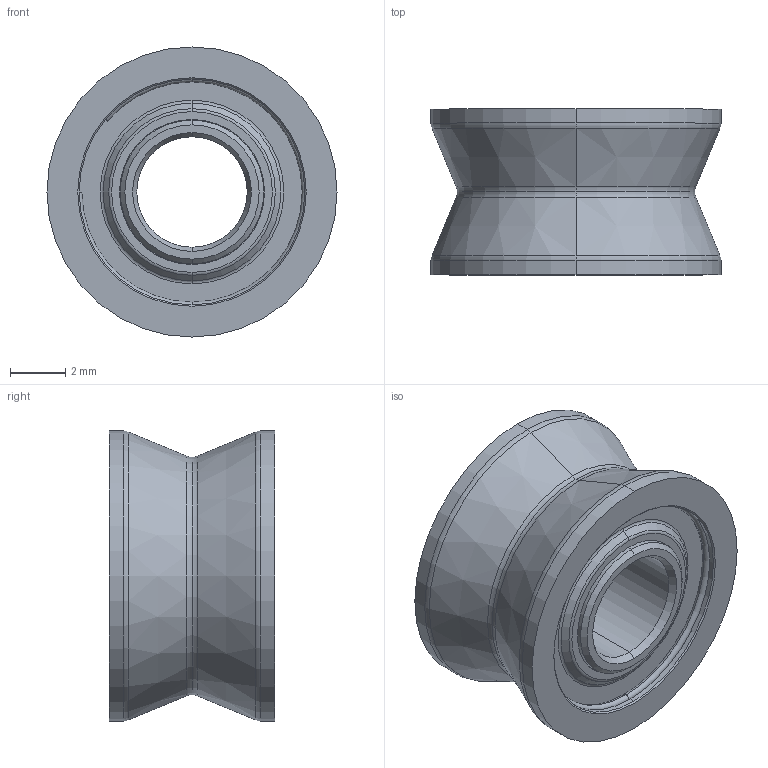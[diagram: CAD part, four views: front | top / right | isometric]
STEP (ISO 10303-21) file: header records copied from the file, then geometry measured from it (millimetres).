
FILE_DESCRIPTION (( 'STEP AP203' ), '1' );
FILE_NAME ('1609-0610-0004.STEP', '2020-06-26T19:03:49', ( '' ), ( '' ), 'SwSTEP 2.0', 'SolidWorks 2016', '' );
FILE_SCHEMA (( 'CONFIG_CONTROL_DESIGN' ));
Length unit declared in the file: millimetre
Products named in the file (1): 1609-0610-0004
Bounding box: 10.5 x 6 x 10.5 mm (x, y, z)
Volume: 338.5 mm3; surface area: 534.7 mm2
Topology: 3 solids, 3 shells, 90 faces, 180 edges, 106 vertices
Faces by surface type: torus 28, cone 24, cylinder 22, plane 16
Entity records: 2447 total; most frequent: DIRECTION 488, CARTESIAN_POINT 397, ORIENTED_EDGE 360, AXIS2_PLACEMENT_3D 221, EDGE_CURVE 180, CIRCLE 130, VERTEX_POINT 106, EDGE_LOOP 102
